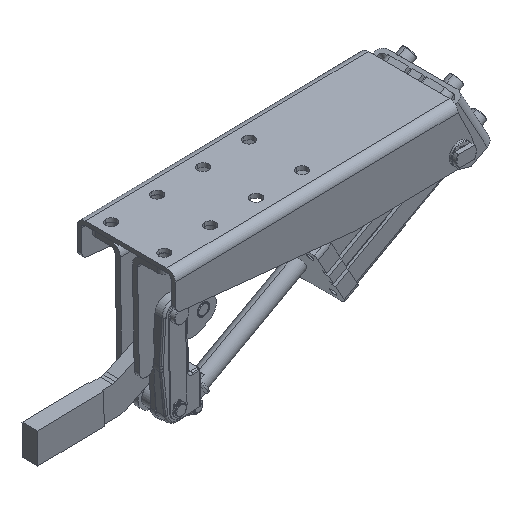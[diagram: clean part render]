
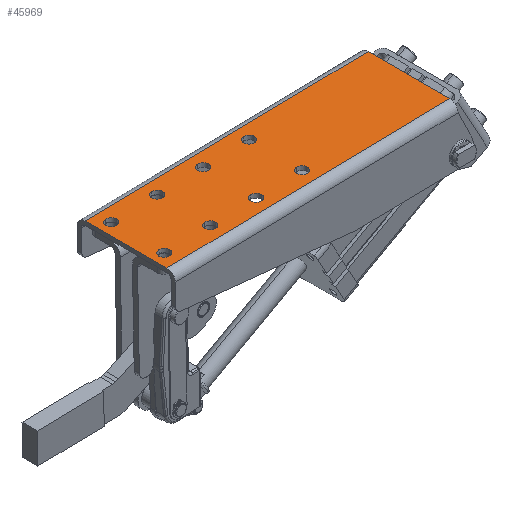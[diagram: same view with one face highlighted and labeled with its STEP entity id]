
A CAD part, isometric view. The second image highlights one B-rep face of the part: STEP entity #45969.
In plain terms, the highlighted planar face has unit normal (-0.019, 0, 1).
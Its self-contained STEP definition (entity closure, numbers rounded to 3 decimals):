
#5183=CARTESIAN_POINT('',(98.523,188.429,161.387));
#5184=VERTEX_POINT('',#5183);
#5193=CARTESIAN_POINT('',(98.523,177.929,161.387));
#5194=VERTEX_POINT('',#5193);
#5195=CARTESIAN_POINT('',(98.523,183.179,161.387));
#5196=DIRECTION('',(0.019,0.,-1.));
#5197=DIRECTION('',(0.,1.0,0.));
#5198=AXIS2_PLACEMENT_3D('',#5195,#5196,#5197);
#5199=CIRCLE('',#5198,5.25);
#5200=EDGE_CURVE('',#5194,#5184,#5199,.T.);
#5255=CARTESIAN_POINT('',(98.523,240.429,161.387));
#5256=VERTEX_POINT('',#5255);
#5265=CARTESIAN_POINT('',(98.523,229.929,161.387));
#5266=VERTEX_POINT('',#5265);
#5267=CARTESIAN_POINT('',(98.523,235.179,161.387));
#5268=DIRECTION('',(0.019,0.,-1.));
#5269=DIRECTION('',(0.,1.0,0.));
#5270=AXIS2_PLACEMENT_3D('',#5267,#5268,#5269);
#5271=CIRCLE('',#5270,5.25);
#5272=EDGE_CURVE('',#5266,#5256,#5271,.T.);
#5327=CARTESIAN_POINT('',(143.515,188.429,162.246));
#5328=VERTEX_POINT('',#5327);
#5337=CARTESIAN_POINT('',(143.515,177.929,162.246));
#5338=VERTEX_POINT('',#5337);
#5339=CARTESIAN_POINT('',(143.515,183.179,162.246));
#5340=DIRECTION('',(0.019,0.,-1.));
#5341=DIRECTION('',(0.,1.0,0.));
#5342=AXIS2_PLACEMENT_3D('',#5339,#5340,#5341);
#5343=CIRCLE('',#5342,5.25);
#5344=EDGE_CURVE('',#5338,#5328,#5343,.T.);
#5399=CARTESIAN_POINT('',(143.515,240.429,162.246));
#5400=VERTEX_POINT('',#5399);
#5409=CARTESIAN_POINT('',(143.515,229.929,162.246));
#5410=VERTEX_POINT('',#5409);
#5411=CARTESIAN_POINT('',(143.515,235.179,162.246));
#5412=DIRECTION('',(0.019,0.,-1.));
#5413=DIRECTION('',(0.,1.0,0.));
#5414=AXIS2_PLACEMENT_3D('',#5411,#5412,#5413);
#5415=CIRCLE('',#5414,5.25);
#5416=EDGE_CURVE('',#5410,#5400,#5415,.T.);
#5471=CARTESIAN_POINT('',(188.507,188.429,163.104));
#5472=VERTEX_POINT('',#5471);
#5481=CARTESIAN_POINT('',(188.507,177.929,163.104));
#5482=VERTEX_POINT('',#5481);
#5483=CARTESIAN_POINT('',(188.507,183.179,163.104));
#5484=DIRECTION('',(0.019,0.,-1.));
#5485=DIRECTION('',(0.,1.0,0.));
#5486=AXIS2_PLACEMENT_3D('',#5483,#5484,#5485);
#5487=CIRCLE('',#5486,5.25);
#5488=EDGE_CURVE('',#5482,#5472,#5487,.T.);
#5534=CARTESIAN_POINT('',(188.507,240.429,163.104));
#5535=VERTEX_POINT('',#5534);
#5544=CARTESIAN_POINT('',(188.507,229.929,163.104));
#5545=VERTEX_POINT('',#5544);
#5546=CARTESIAN_POINT('',(188.507,235.179,163.104));
#5547=DIRECTION('',(0.019,0.,-1.));
#5548=DIRECTION('',(0.,1.0,0.));
#5549=AXIS2_PLACEMENT_3D('',#5546,#5547,#5548);
#5550=CIRCLE('',#5549,5.25);
#5551=EDGE_CURVE('',#5545,#5535,#5550,.T.);
#5597=CARTESIAN_POINT('',(233.499,188.429,163.963));
#5598=VERTEX_POINT('',#5597);
#5607=CARTESIAN_POINT('',(233.499,177.929,163.963));
#5608=VERTEX_POINT('',#5607);
#5609=CARTESIAN_POINT('',(233.499,183.179,163.963));
#5610=DIRECTION('',(0.019,0.,-1.));
#5611=DIRECTION('',(0.,1.0,0.));
#5612=AXIS2_PLACEMENT_3D('',#5609,#5610,#5611);
#5613=CIRCLE('',#5612,5.25);
#5614=EDGE_CURVE('',#5608,#5598,#5613,.T.);
#5660=CARTESIAN_POINT('',(233.499,240.429,163.963));
#5661=VERTEX_POINT('',#5660);
#5670=CARTESIAN_POINT('',(233.499,229.929,163.963));
#5671=VERTEX_POINT('',#5670);
#5672=CARTESIAN_POINT('',(233.499,235.179,163.963));
#5673=DIRECTION('',(0.019,0.,-1.));
#5674=DIRECTION('',(0.,1.0,0.));
#5675=AXIS2_PLACEMENT_3D('',#5672,#5673,#5674);
#5676=CIRCLE('',#5675,5.25);
#5677=EDGE_CURVE('',#5671,#5661,#5676,.T.);
#45258=CARTESIAN_POINT('',(364.225,249.179,166.457));
#45259=VERTEX_POINT('',#45258);
#45267=CARTESIAN_POINT('',(364.225,169.179,166.457));
#45268=VERTEX_POINT('',#45267);
#45269=CARTESIAN_POINT('',(364.225,169.179,166.457));
#45270=DIRECTION('',(0.,1.0,0.));
#45271=VECTOR('',#45270,80.);
#45272=LINE('',#45269,#45271);
#45273=EDGE_CURVE('',#45268,#45259,#45272,.T.);
#45325=CARTESIAN_POINT('',(87.025,249.179,161.168));
#45326=VERTEX_POINT('',#45325);
#45334=CARTESIAN_POINT('',(364.225,249.179,166.457));
#45335=DIRECTION('',(-1.,0.,-0.019));
#45336=VECTOR('',#45335,277.251);
#45337=LINE('',#45334,#45336);
#45338=EDGE_CURVE('',#45259,#45326,#45337,.T.);
#45627=CARTESIAN_POINT('',(233.499,235.179,163.963));
#45628=DIRECTION('',(0.019,0.,-1.));
#45629=DIRECTION('',(0.,1.0,0.));
#45630=AXIS2_PLACEMENT_3D('',#45627,#45628,#45629);
#45631=CIRCLE('',#45630,5.25);
#45632=EDGE_CURVE('',#5661,#5671,#45631,.T.);
#45666=CARTESIAN_POINT('',(233.499,183.179,163.963));
#45667=DIRECTION('',(0.019,0.,-1.));
#45668=DIRECTION('',(0.,1.0,0.));
#45669=AXIS2_PLACEMENT_3D('',#45666,#45667,#45668);
#45670=CIRCLE('',#45669,5.25);
#45671=EDGE_CURVE('',#5598,#5608,#45670,.T.);
#45705=CARTESIAN_POINT('',(188.507,235.179,163.104));
#45706=DIRECTION('',(0.019,0.,-1.));
#45707=DIRECTION('',(0.,1.0,0.));
#45708=AXIS2_PLACEMENT_3D('',#45705,#45706,#45707);
#45709=CIRCLE('',#45708,5.25);
#45710=EDGE_CURVE('',#5535,#5545,#45709,.T.);
#45744=CARTESIAN_POINT('',(188.507,183.179,163.104));
#45745=DIRECTION('',(0.019,0.,-1.));
#45746=DIRECTION('',(0.,1.0,0.));
#45747=AXIS2_PLACEMENT_3D('',#45744,#45745,#45746);
#45748=CIRCLE('',#45747,5.25);
#45749=EDGE_CURVE('',#5472,#5482,#45748,.T.);
#45784=CARTESIAN_POINT('',(143.515,235.179,162.246));
#45785=DIRECTION('',(0.019,0.,-1.));
#45786=DIRECTION('',(0.,1.0,0.));
#45787=AXIS2_PLACEMENT_3D('',#45784,#45785,#45786);
#45788=CIRCLE('',#45787,5.25);
#45789=EDGE_CURVE('',#5400,#5410,#45788,.T.);
#45824=CARTESIAN_POINT('',(143.515,183.179,162.246));
#45825=DIRECTION('',(0.019,0.,-1.));
#45826=DIRECTION('',(0.,1.0,0.));
#45827=AXIS2_PLACEMENT_3D('',#45824,#45825,#45826);
#45828=CIRCLE('',#45827,5.25);
#45829=EDGE_CURVE('',#5328,#5338,#45828,.T.);
#45864=CARTESIAN_POINT('',(98.523,235.179,161.387));
#45865=DIRECTION('',(0.019,0.,-1.));
#45866=DIRECTION('',(0.,1.0,0.));
#45867=AXIS2_PLACEMENT_3D('',#45864,#45865,#45866);
#45868=CIRCLE('',#45867,5.25);
#45869=EDGE_CURVE('',#5256,#5266,#45868,.T.);
#45904=CARTESIAN_POINT('',(98.523,183.179,161.387));
#45905=DIRECTION('',(0.019,0.,-1.));
#45906=DIRECTION('',(0.,1.0,0.));
#45907=AXIS2_PLACEMENT_3D('',#45904,#45905,#45906);
#45908=CIRCLE('',#45907,5.25);
#45909=EDGE_CURVE('',#5184,#5194,#45908,.T.);
#45914=CARTESIAN_POINT('',(235.998,209.179,164.01));
#45915=DIRECTION('',(0.019,0.,-1.));
#45916=DIRECTION('',(0.,1.0,0.));
#45917=AXIS2_PLACEMENT_3D('',#45914,#45915,#45916);
#45918=PLANE('',#45917);
#45919=ORIENTED_EDGE('',*,*,#45273,.T.);
#45920=ORIENTED_EDGE('',*,*,#45338,.T.);
#45921=CARTESIAN_POINT('',(87.025,169.179,161.168));
#45922=VERTEX_POINT('',#45921);
#45923=CARTESIAN_POINT('',(87.025,169.179,161.168));
#45924=DIRECTION('',(0.,1.0,0.));
#45925=VECTOR('',#45924,80.);
#45926=LINE('',#45923,#45925);
#45927=EDGE_CURVE('',#45922,#45326,#45926,.T.);
#45928=ORIENTED_EDGE('',*,*,#45927,.F.);
#45929=CARTESIAN_POINT('',(87.025,169.179,161.168));
#45930=DIRECTION('',(1.,0.,0.019));
#45931=VECTOR('',#45930,277.251);
#45932=LINE('',#45929,#45931);
#45933=EDGE_CURVE('',#45922,#45268,#45932,.T.);
#45934=ORIENTED_EDGE('',*,*,#45933,.T.);
#45935=EDGE_LOOP('',(#45919,#45920,#45928,#45934));
#45936=FACE_OUTER_BOUND('',#45935,.T.);
#45937=ORIENTED_EDGE('',*,*,#5677,.T.);
#45938=ORIENTED_EDGE('',*,*,#45632,.T.);
#45939=EDGE_LOOP('',(#45937,#45938));
#45940=FACE_BOUND('',#45939,.T.);
#45941=ORIENTED_EDGE('',*,*,#5614,.T.);
#45942=ORIENTED_EDGE('',*,*,#45671,.T.);
#45943=EDGE_LOOP('',(#45941,#45942));
#45944=FACE_BOUND('',#45943,.T.);
#45945=ORIENTED_EDGE('',*,*,#5551,.T.);
#45946=ORIENTED_EDGE('',*,*,#45710,.T.);
#45947=EDGE_LOOP('',(#45945,#45946));
#45948=FACE_BOUND('',#45947,.T.);
#45949=ORIENTED_EDGE('',*,*,#5488,.T.);
#45950=ORIENTED_EDGE('',*,*,#45749,.T.);
#45951=EDGE_LOOP('',(#45949,#45950));
#45952=FACE_BOUND('',#45951,.T.);
#45953=ORIENTED_EDGE('',*,*,#5416,.T.);
#45954=ORIENTED_EDGE('',*,*,#45789,.T.);
#45955=EDGE_LOOP('',(#45953,#45954));
#45956=FACE_BOUND('',#45955,.T.);
#45957=ORIENTED_EDGE('',*,*,#5344,.T.);
#45958=ORIENTED_EDGE('',*,*,#45829,.T.);
#45959=EDGE_LOOP('',(#45957,#45958));
#45960=FACE_BOUND('',#45959,.T.);
#45961=ORIENTED_EDGE('',*,*,#5272,.T.);
#45962=ORIENTED_EDGE('',*,*,#45869,.T.);
#45963=EDGE_LOOP('',(#45961,#45962));
#45964=FACE_BOUND('',#45963,.T.);
#45965=ORIENTED_EDGE('',*,*,#5200,.T.);
#45966=ORIENTED_EDGE('',*,*,#45909,.T.);
#45967=EDGE_LOOP('',(#45965,#45966));
#45968=FACE_BOUND('',#45967,.T.);
#45969=ADVANCED_FACE('',(#45936,#45940,#45944,#45948,#45952,#45956,#45960,#45964,#45968),#45918,.F.);
